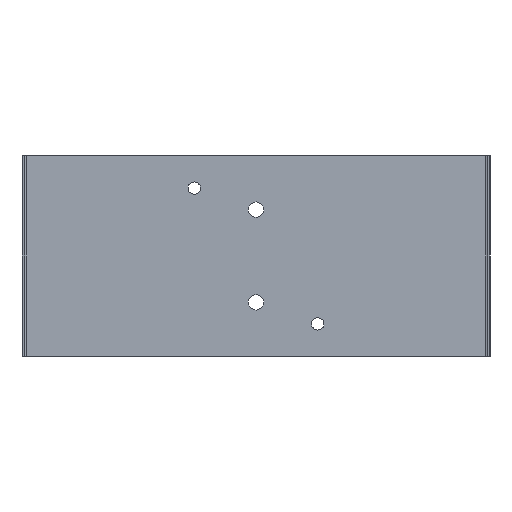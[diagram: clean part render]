
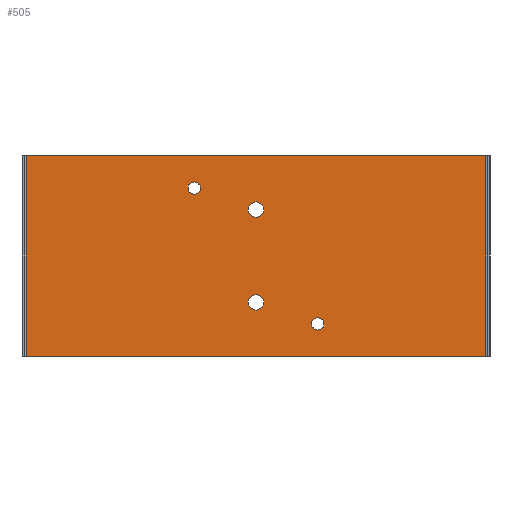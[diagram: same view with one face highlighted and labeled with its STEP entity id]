
A CAD part, front view. The second image highlights one B-rep face of the part: STEP entity #505.
In plain terms, the highlighted planar face has unit normal (0, -1, 0).
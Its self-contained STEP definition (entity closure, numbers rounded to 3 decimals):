
#2 = LINE ( 'NONE', #236, #390 ) ;
#49 = VECTOR ( 'NONE', #173, 1000. ) ;
#89 = FACE_BOUND ( 'NONE', #525, .T. ) ;
#93 = FACE_BOUND ( 'NONE', #544, .T. ) ;
#95 = FACE_BOUND ( 'NONE', #566, .T. ) ;
#97 = FACE_OUTER_BOUND ( 'NONE', #524, .T. ) ;
#98 = FACE_BOUND ( 'NONE', #546, .T. ) ;
#100 = VERTEX_POINT ( 'NONE', #283 ) ;
#104 = VERTEX_POINT ( 'NONE', #189 ) ;
#108 = VERTEX_POINT ( 'NONE', #232 ) ;
#109 = VERTEX_POINT ( 'NONE', #291 ) ;
#147 = LINE ( 'NONE', #209, #387 ) ;
#161 = DIRECTION ( 'NONE',  ( 0., -1., 0. ) ) ;
#167 = DIRECTION ( 'NONE',  ( 1., 0., 0. ) ) ;
#173 = DIRECTION ( 'NONE',  ( 0., 0., 1. ) ) ;
#174 = CARTESIAN_POINT ( 'NONE',  ( -20., 0., -10.5 ) ) ;
#179 = DIRECTION ( 'NONE',  ( 1., 0., 0. ) ) ;
#189 = CARTESIAN_POINT ( 'NONE',  ( -18., 0., -10.5 ) ) ;
#209 = CARTESIAN_POINT ( 'NONE',  ( -74.5, 0., 0. ) ) ;
#212 = DIRECTION ( 'NONE',  ( 0., -1., 0. ) ) ;
#232 = CARTESIAN_POINT ( 'NONE',  ( 22., 0., -54.5 ) ) ;
#236 = CARTESIAN_POINT ( 'NONE',  ( -74.5, 0., -65. ) ) ;
#245 = DIRECTION ( 'NONE',  ( 1., 0., 0. ) ) ;
#248 = PLANE ( 'NONE',  #468 ) ;
#251 = DIRECTION ( 'NONE',  ( 0., -1., 0. ) ) ;
#253 = CARTESIAN_POINT ( 'NONE',  ( -74.5, 0., -65. ) ) ;
#261 = DIRECTION ( 'NONE',  ( 0., -1., 0. ) ) ;
#262 = DIRECTION ( 'NONE',  ( 0., 1., 0. ) ) ;
#268 = DIRECTION ( 'NONE',  ( 1., 0., 0. ) ) ;
#273 = DIRECTION ( 'NONE',  ( 1., 0., 0. ) ) ;
#274 = DIRECTION ( 'NONE',  ( 1., 0., 0. ) ) ;
#279 = CARTESIAN_POINT ( 'NONE',  ( -74.5, 0., -65. ) ) ;
#281 = CARTESIAN_POINT ( 'NONE',  ( 20., 0., -54.5 ) ) ;
#283 = CARTESIAN_POINT ( 'NONE',  ( 2.5, 0., -47.5 ) ) ;
#286 = CARTESIAN_POINT ( 'NONE',  ( 74.5, 0., 0. ) ) ;
#291 = CARTESIAN_POINT ( 'NONE',  ( 2.5, 0., -17.5 ) ) ;
#303 = DIRECTION ( 'NONE',  ( 0., 0., 1. ) ) ;
#315 = CARTESIAN_POINT ( 'NONE',  ( 74.5, 0., -65. ) ) ;
#316 = DIRECTION ( 'NONE',  ( 1., 0., 0. ) ) ;
#318 = CARTESIAN_POINT ( 'NONE',  ( 74.5, 0., -65. ) ) ;
#319 = CARTESIAN_POINT ( 'NONE',  ( -74.5, 0., 0. ) ) ;
#322 = CARTESIAN_POINT ( 'NONE',  ( -74.5, 0., -65. ) ) ;
#324 = CARTESIAN_POINT ( 'NONE',  ( 0., 0., -17.5 ) ) ;
#325 = CARTESIAN_POINT ( 'NONE',  ( 0., 0., -47.5 ) ) ;
#327 = LINE ( 'NONE', #253, #49 ) ;
#387 = VECTOR ( 'NONE', #273, 1000. ) ;
#389 = CIRCLE ( 'NONE', #443, 2.5 ) ;
#390 = VECTOR ( 'NONE', #179, 1000. ) ;
#391 = LINE ( 'NONE', #315, #600 ) ;
#412 = EDGE_CURVE ( 'NONE', #104, #104, #573, .T. ) ;
#413 = EDGE_CURVE ( 'NONE', #100, #100, #389, .T. ) ;
#420 = EDGE_CURVE ( 'NONE', #559, #518, #2, .T. ) ;
#421 = EDGE_CURVE ( 'NONE', #108, #108, #508, .T. ) ;
#422 = EDGE_CURVE ( 'NONE', #553, #562, #147, .T. ) ;
#423 = EDGE_CURVE ( 'NONE', #109, #109, #577, .T. ) ;
#424 = EDGE_CURVE ( 'NONE', #518, #562, #391, .T. ) ;
#425 = EDGE_CURVE ( 'NONE', #559, #553, #327, .T. ) ;
#442 = AXIS2_PLACEMENT_3D ( 'NONE', #174, #251, #167 ) ;
#443 = AXIS2_PLACEMENT_3D ( 'NONE', #325, #212, #268 ) ;
#445 = AXIS2_PLACEMENT_3D ( 'NONE', #281, #261, #274 ) ;
#446 = AXIS2_PLACEMENT_3D ( 'NONE', #324, #262, #245 ) ;
#468 = AXIS2_PLACEMENT_3D ( 'NONE', #279, #161, #316 ) ;
#505 = ADVANCED_FACE ( 'NONE', ( #89, #98, #93, #97, #95 ), #248, .T. ) ;
#508 = CIRCLE ( 'NONE', #445, 2. ) ;
#518 = VERTEX_POINT ( 'NONE', #318 ) ;
#524 = EDGE_LOOP ( 'NONE', ( #590, #602, #636, #611 ) ) ;
#525 = EDGE_LOOP ( 'NONE', ( #587 ) ) ;
#544 = EDGE_LOOP ( 'NONE', ( #629 ) ) ;
#546 = EDGE_LOOP ( 'NONE', ( #625 ) ) ;
#553 = VERTEX_POINT ( 'NONE', #319 ) ;
#559 = VERTEX_POINT ( 'NONE', #322 ) ;
#562 = VERTEX_POINT ( 'NONE', #286 ) ;
#566 = EDGE_LOOP ( 'NONE', ( #642 ) ) ;
#573 = CIRCLE ( 'NONE', #442, 2. ) ;
#577 = CIRCLE ( 'NONE', #446, 2.5 ) ;
#587 = ORIENTED_EDGE ( 'NONE', *, *, #421, .F. ) ;
#590 = ORIENTED_EDGE ( 'NONE', *, *, #422, .F. ) ;
#600 = VECTOR ( 'NONE', #303, 1000. ) ;
#602 = ORIENTED_EDGE ( 'NONE', *, *, #425, .F. ) ;
#611 = ORIENTED_EDGE ( 'NONE', *, *, #424, .T. ) ;
#625 = ORIENTED_EDGE ( 'NONE', *, *, #412, .F. ) ;
#629 = ORIENTED_EDGE ( 'NONE', *, *, #413, .F. ) ;
#636 = ORIENTED_EDGE ( 'NONE', *, *, #420, .T. ) ;
#642 = ORIENTED_EDGE ( 'NONE', *, *, #423, .T. ) ;
